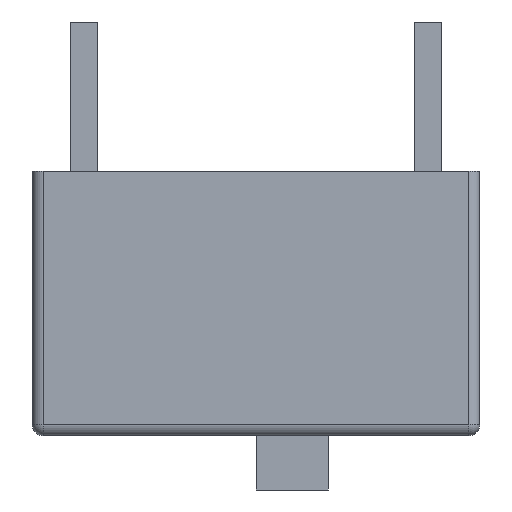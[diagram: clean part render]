
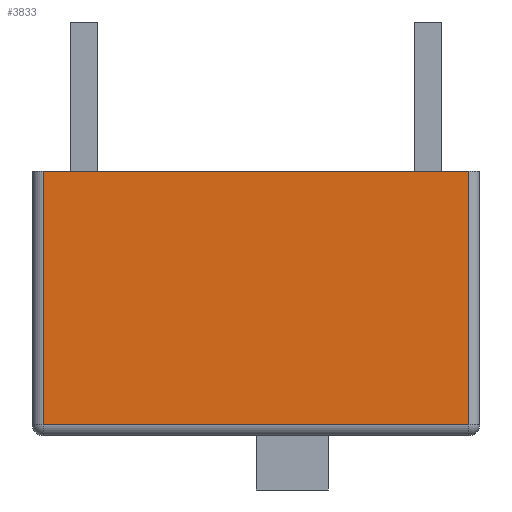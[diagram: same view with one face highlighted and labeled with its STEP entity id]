
A CAD part, left-side view. The second image highlights one B-rep face of the part: STEP entity #3833.
In plain terms, the highlighted planar face has unit normal (-1, 0, 0).
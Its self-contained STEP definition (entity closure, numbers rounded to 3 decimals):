
#123 = CARTESIAN_POINT ( 'NONE',  ( -8.3, -4.7, 0.25 ) ) ;
#317 = VERTEX_POINT ( 'NONE', #123 ) ;
#318 = CARTESIAN_POINT ( 'NONE',  ( -8.3, -4.7, 5.85 ) ) ;
#455 = PLANE ( 'NONE',  #3709 ) ;
#534 = CARTESIAN_POINT ( 'NONE',  ( -8.3, 4.7, 5.85 ) ) ;
#695 = LINE ( 'NONE', #4305, #4464 ) ;
#1019 = EDGE_CURVE ( 'NONE', #2531, #2947, #695, .T. ) ;
#1121 = EDGE_LOOP ( 'NONE', ( #2301, #4062, #3486, #3536 ) ) ;
#1330 = DIRECTION ( 'NONE',  ( 0., 0., -1. ) ) ;
#1544 = FACE_OUTER_BOUND ( 'NONE', #1121, .T. ) ;
#1665 = LINE ( 'NONE', #534, #4686 ) ;
#1788 = DIRECTION ( 'NONE',  ( 0., 0., 1. ) ) ;
#1930 = CARTESIAN_POINT ( 'NONE',  ( -8.3, 4.95, 5.85 ) ) ;
#2301 = ORIENTED_EDGE ( 'NONE', *, *, #3924, .T. ) ;
#2429 = DIRECTION ( 'NONE',  ( 0., -1., 0. ) ) ;
#2442 = EDGE_CURVE ( 'NONE', #317, #2947, #3108, .T. ) ;
#2531 = VERTEX_POINT ( 'NONE', #2554 ) ;
#2554 = CARTESIAN_POINT ( 'NONE',  ( -8.3, 4.7, 5.85 ) ) ;
#2833 = LINE ( 'NONE', #3200, #3146 ) ;
#2947 = VERTEX_POINT ( 'NONE', #3517 ) ;
#3108 = LINE ( 'NONE', #318, #4885 ) ;
#3146 = VECTOR ( 'NONE', #3991, 1000. ) ;
#3200 = CARTESIAN_POINT ( 'NONE',  ( -8.3, 4.95, 0.25 ) ) ;
#3428 = DIRECTION ( 'NONE',  ( 0., 1., 0. ) ) ;
#3444 = DIRECTION ( 'NONE',  ( 1., 0., 0. ) ) ;
#3486 = ORIENTED_EDGE ( 'NONE', *, *, #1019, .F. ) ;
#3517 = CARTESIAN_POINT ( 'NONE',  ( -8.3, -4.7, 5.85 ) ) ;
#3536 = ORIENTED_EDGE ( 'NONE', *, *, #4801, .T. ) ;
#3709 = AXIS2_PLACEMENT_3D ( 'NONE', #1930, #3444, #3428 ) ;
#3833 = ADVANCED_FACE ( 'NONE', ( #1544 ), #455, .F. ) ;
#3920 = VERTEX_POINT ( 'NONE', #3975 ) ;
#3924 = EDGE_CURVE ( 'NONE', #3920, #317, #2833, .T. ) ;
#3975 = CARTESIAN_POINT ( 'NONE',  ( -8.3, 4.7, 0.25 ) ) ;
#3991 = DIRECTION ( 'NONE',  ( 0., -1., 0. ) ) ;
#4062 = ORIENTED_EDGE ( 'NONE', *, *, #2442, .T. ) ;
#4305 = CARTESIAN_POINT ( 'NONE',  ( -8.3, 4.95, 5.85 ) ) ;
#4464 = VECTOR ( 'NONE', #2429, 1000. ) ;
#4686 = VECTOR ( 'NONE', #1330, 1000. ) ;
#4801 = EDGE_CURVE ( 'NONE', #2531, #3920, #1665, .T. ) ;
#4885 = VECTOR ( 'NONE', #1788, 1000. ) ;
